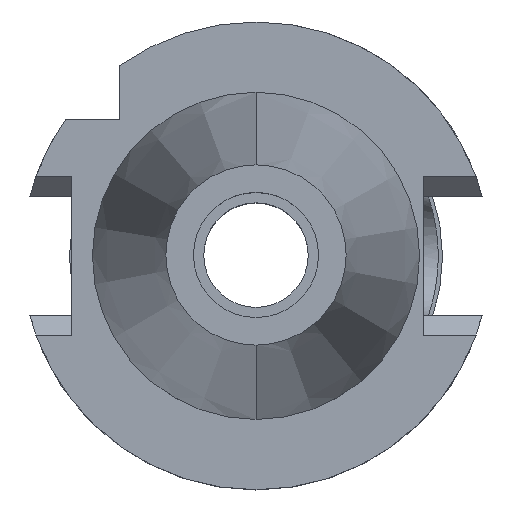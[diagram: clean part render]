
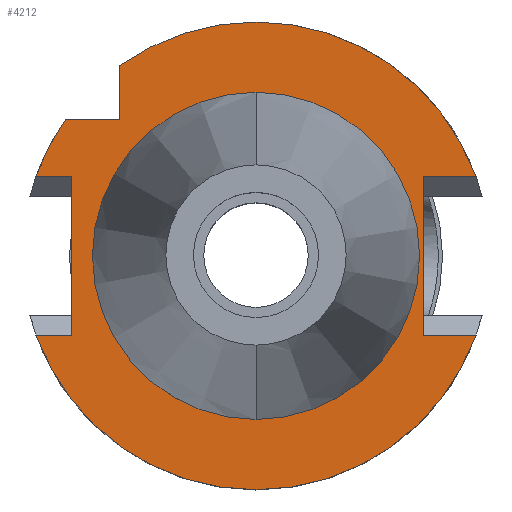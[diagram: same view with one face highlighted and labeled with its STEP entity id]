
A CAD part, top view. The second image highlights one B-rep face of the part: STEP entity #4212.
In plain terms, the highlighted planar face has unit normal (0, 0, 1).
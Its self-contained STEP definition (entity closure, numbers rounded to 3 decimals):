
#1490=DIRECTION('',(0.,-1.,0.));
#1491=VECTOR('',#1490,7.334);
#1492=CARTESIAN_POINT('',(-18.5,25.834,-1.));
#1493=LINE('',#1492,#1491);
#1672=CARTESIAN_POINT('',(29.901,10.75,-1.));
#1684=DIRECTION('',(1.,0.,0.));
#1685=VECTOR('',#1684,7.201);
#1686=CARTESIAN_POINT('',(22.7,10.75,-1.));
#1687=LINE('',#1686,#1685);
#1735=CARTESIAN_POINT('',(0.,0.,-1.));
#1736=DIRECTION('',(0.,0.,-1.));
#1737=DIRECTION('',(-0.582,0.813,0.));
#1738=AXIS2_PLACEMENT_3D('',#1735,#1736,#1737);
#1743=CARTESIAN_POINT('',(0.,0.,-1.));
#1744=DIRECTION('',(0.,0.,-1.));
#1745=DIRECTION('',(0.,1.,0.));
#1746=AXIS2_PLACEMENT_3D('',#1743,#1744,#1745);
#1751=DIRECTION('',(0.,-1.,0.));
#1752=VECTOR('',#1751,21.5);
#1753=CARTESIAN_POINT('',(22.7,10.75,-1.));
#1754=LINE('',#1753,#1752);
#1758=DIRECTION('',(1.,0.,0.));
#1759=VECTOR('',#1758,7.201);
#1760=CARTESIAN_POINT('',(22.7,-10.75,-1.));
#1761=LINE('',#1760,#1759);
#1765=CARTESIAN_POINT('',(0.,0.,-1.));
#1766=DIRECTION('',(0.,0.,-1.));
#1767=DIRECTION('',(0.941,-0.338,0.));
#1768=AXIS2_PLACEMENT_3D('',#1765,#1766,#1767);
#1773=CARTESIAN_POINT('',(0.,0.,-1.));
#1774=DIRECTION('',(0.,0.,-1.));
#1775=DIRECTION('',(0.,-1.,0.));
#1776=AXIS2_PLACEMENT_3D('',#1773,#1774,#1775);
#1781=DIRECTION('',(-1.,0.,0.));
#1782=VECTOR('',#1781,4.901);
#1783=CARTESIAN_POINT('',(-25.,10.75,-1.));
#1784=LINE('',#1783,#1782);
#1788=CARTESIAN_POINT('',(0.,0.,-1.));
#1789=DIRECTION('',(0.,0.,-1.));
#1790=DIRECTION('',(-0.941,0.338,0.));
#1791=AXIS2_PLACEMENT_3D('',#1788,#1789,#1790);
#1796=CARTESIAN_POINT('',(0.,0.,-1.));
#1797=DIRECTION('',(0.,0.,1.));
#1798=DIRECTION('',(0.,-1.,0.));
#1799=AXIS2_PLACEMENT_3D('',#1796,#1797,#1798);
#1804=CARTESIAN_POINT('',(0.,0.,-1.));
#1805=DIRECTION('',(0.,0.,1.));
#1806=DIRECTION('',(0.,1.,0.));
#1807=AXIS2_PLACEMENT_3D('',#1804,#1805,#1806);
#1815=CARTESIAN_POINT('',(-29.901,-10.75,-1.));
#1849=DIRECTION('',(-1.,0.,0.));
#1850=VECTOR('',#1849,4.901);
#1851=CARTESIAN_POINT('',(-25.,-10.75,-1.));
#1852=LINE('',#1851,#1850);
#1887=DIRECTION('',(0.,-1.,0.));
#1888=VECTOR('',#1887,21.5);
#1889=CARTESIAN_POINT('',(-25.,10.75,-1.));
#1890=LINE('',#1889,#1888);
#1960=DIRECTION('',(-1.,0.,0.));
#1961=VECTOR('',#1960,7.334);
#1962=CARTESIAN_POINT('',(-18.5,18.5,-1.));
#1963=LINE('',#1962,#1961);
#2921=CARTESIAN_POINT('',(-18.5,25.834,-1.));
#2922=VERTEX_POINT('',#2921);
#2923=CARTESIAN_POINT('',(-18.5,18.5,-1.));
#2924=VERTEX_POINT('',#2923);
#2950=CARTESIAN_POINT('',(-25.,10.75,-1.));
#2951=VERTEX_POINT('',#2950);
#2952=CARTESIAN_POINT('',(-25.,-10.75,-1.));
#2953=VERTEX_POINT('',#2952);
#2992=VERTEX_POINT('',#1815);
#2993=CARTESIAN_POINT('',(0.,-31.775,-1.));
#2994=VERTEX_POINT('',#2993);
#2995=CARTESIAN_POINT('',(29.901,-10.75,-1.));
#2996=VERTEX_POINT('',#2995);
#2997=VERTEX_POINT('',#1672);
#2998=CARTESIAN_POINT('',(0.,31.775,-1.));
#2999=VERTEX_POINT('',#2998);
#3000=CARTESIAN_POINT('',(-25.834,18.5,-1.));
#3001=VERTEX_POINT('',#3000);
#3002=CARTESIAN_POINT('',(-29.901,10.75,-1.));
#3003=VERTEX_POINT('',#3002);
#3004=CARTESIAN_POINT('',(22.7,10.75,-1.));
#3005=VERTEX_POINT('',#3004);
#3006=CARTESIAN_POINT('',(22.7,-10.75,-1.));
#3007=VERTEX_POINT('',#3006);
#3008=CARTESIAN_POINT('',(0.,-22.225,-1.));
#3009=CARTESIAN_POINT('',(0.,22.225,-1.));
#3010=VERTEX_POINT('',#3008);
#3011=VERTEX_POINT('',#3009);
#4178=CARTESIAN_POINT('',(0.,0.,-1.));
#4179=DIRECTION('',(0.,0.,-1.));
#4180=DIRECTION('',(0.,-1.,0.));
#4181=AXIS2_PLACEMENT_3D('',#4178,#4179,#4180);
#4182=PLANE('',#4181);
#4183=ORIENTED_EDGE('',*,*,#4026,.F.);
#4184=ORIENTED_EDGE('',*,*,#4142,.T.);
#4185=ORIENTED_EDGE('',*,*,#4140,.T.);
#4186=ORIENTED_EDGE('',*,*,#4156,.F.);
#4187=ORIENTED_EDGE('',*,*,#4166,.T.);
#4189=ORIENTED_EDGE('',*,*,#4188,.T.);
#4191=ORIENTED_EDGE('',*,*,#4190,.T.);
#4193=ORIENTED_EDGE('',*,*,#4192,.T.);
#4195=ORIENTED_EDGE('',*,*,#4194,.F.);
#4197=ORIENTED_EDGE('',*,*,#4196,.F.);
#4199=ORIENTED_EDGE('',*,*,#4198,.T.);
#4201=ORIENTED_EDGE('',*,*,#4200,.T.);
#4203=ORIENTED_EDGE('',*,*,#4202,.F.);
#4204=EDGE_LOOP('',(#4183,#4184,#4185,#4186,#4187,#4189,#4191,#4193,#4195,#4197,
#4199,#4201,#4203));
#4205=FACE_OUTER_BOUND('',#4204,.F.);
#4207=ORIENTED_EDGE('',*,*,#4206,.T.);
#4209=ORIENTED_EDGE('',*,*,#4208,.T.);
#4210=EDGE_LOOP('',(#4207,#4209));
#4211=FACE_BOUND('',#4210,.F.);
#1739=CIRCLE('',#1738,31.775);
#1747=CIRCLE('',#1746,31.775);
#1769=CIRCLE('',#1768,31.775);
#1777=CIRCLE('',#1776,31.775);
#1792=CIRCLE('',#1791,31.775);
#1800=CIRCLE('',#1799,22.225);
#1808=CIRCLE('',#1807,22.225);
#4026=EDGE_CURVE('',#2922,#2924,#1493,.T.);
#4140=EDGE_CURVE('',#2999,#2997,#1747,.T.);
#4142=EDGE_CURVE('',#2922,#2999,#1739,.T.);
#4156=EDGE_CURVE('',#3005,#2997,#1687,.T.);
#4166=EDGE_CURVE('',#3005,#3007,#1754,.T.);
#4188=EDGE_CURVE('',#3007,#2996,#1761,.T.);
#4190=EDGE_CURVE('',#2996,#2994,#1769,.T.);
#4192=EDGE_CURVE('',#2994,#2992,#1777,.T.);
#4194=EDGE_CURVE('',#2953,#2992,#1852,.T.);
#4196=EDGE_CURVE('',#2951,#2953,#1890,.T.);
#4198=EDGE_CURVE('',#2951,#3003,#1784,.T.);
#4200=EDGE_CURVE('',#3003,#3001,#1792,.T.);
#4202=EDGE_CURVE('',#2924,#3001,#1963,.T.);
#4206=EDGE_CURVE('',#3010,#3011,#1800,.T.);
#4208=EDGE_CURVE('',#3011,#3010,#1808,.T.);
#4212=ADVANCED_FACE('',(#4205,#4211),#4182,.F.);
